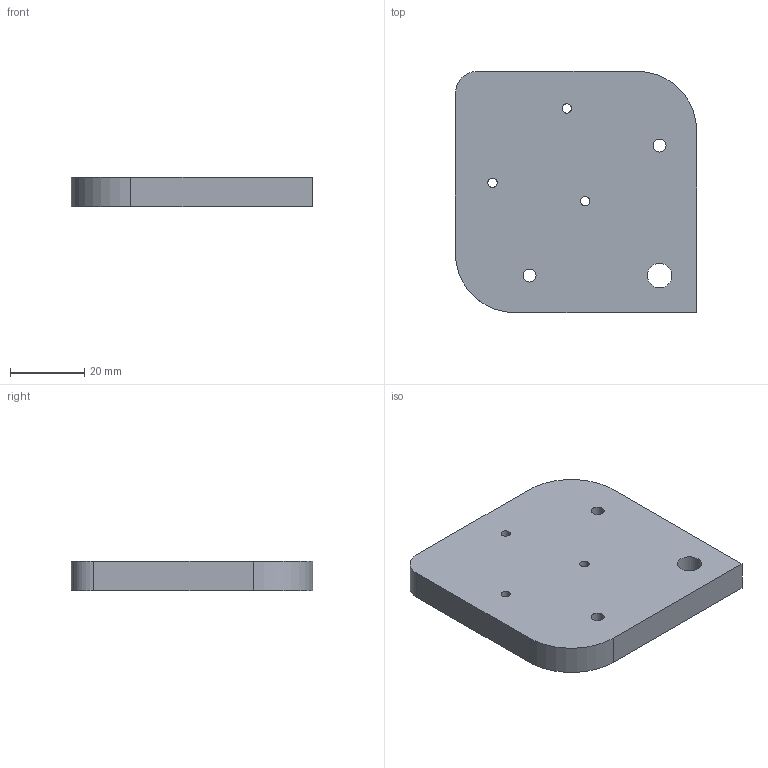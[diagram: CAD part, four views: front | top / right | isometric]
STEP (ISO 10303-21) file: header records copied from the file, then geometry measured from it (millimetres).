
FILE_DESCRIPTION(/* description */ ('STEP AP242','CAx-IF Rec.Pracs.---Representation and Presentation of Product Manufacturing Information (PMI)---4.0---2014-10-13','CAx-IF Rec.Pracs.---3D Tessellated Geometry---0.4---2014-09-14','2;1'),/* implementation_level */ '2;1');
FILE_NAME(/* name */ 'Printed parts - Foot Plate',/* time_stamp */ '2025-06-17T08:53:54Z',/* author */ (''),/* organization */ (''),/* preprocessor_version */ 'ST-DEVELOPER v20',/* originating_system */ 'ONSHAPE BY PTC INC, 1.199',/* authorisation */ ' ');
FILE_SCHEMA (('AP242_MANAGED_MODEL_BASED_3D_ENGINEERING_MIM_LF { 1 0 10303 442 1 1 4 }'));
Length unit declared in the file: metre
Products named in the file (1): Foot Plate
Bounding box: 65 x 65 x 8 mm (x, y, z)
Volume: 32293.7 mm3; surface area: 10552.3 mm2
Topology: 1 solids, 1 shells, 17 faces, 44 edges, 29 vertices
Faces by surface type: cylinder 9, plane 6, cone 2
Full cylindrical faces by diameter (mm): 2.5 x3, 3.5 x2, 6.6 x1
Entity records: 527 total; most frequent: DIRECTION 91, CARTESIAN_POINT 81, ORIENTED_EDGE 70, AXIS2_PLACEMENT_3D 38, EDGE_LOOP 37, FACE_BOUND 37, EDGE_CURVE 35, VERTEX_POINT 28
